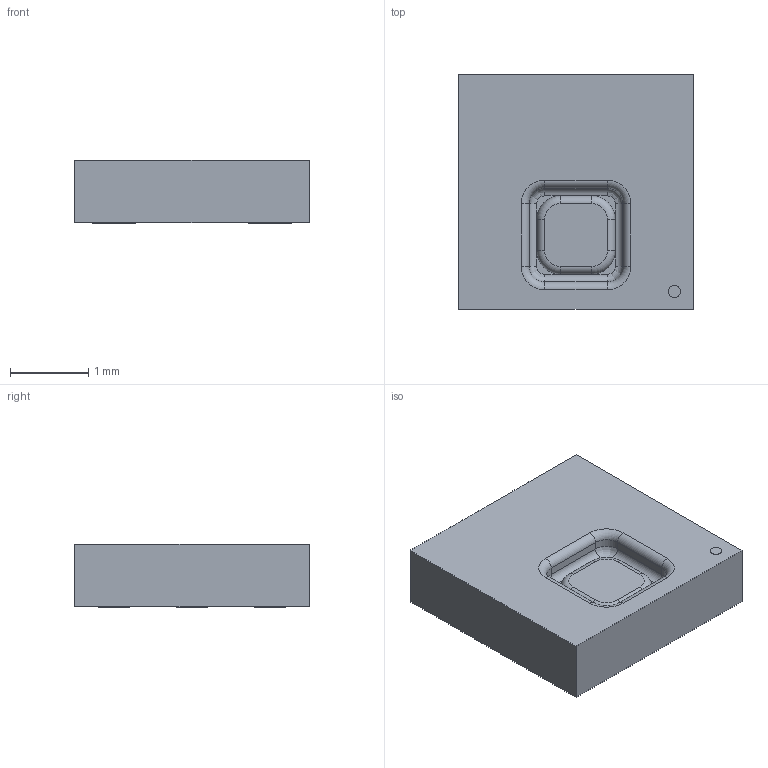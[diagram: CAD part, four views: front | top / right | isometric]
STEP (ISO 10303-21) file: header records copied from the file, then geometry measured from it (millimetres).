
FILE_DESCRIPTION (( 'STEP AP214' ), '1' );
FILE_NAME ('AHT20.STEP', '2023-02-20T16:13:37', ( '' ), ( '' ), 'SwSTEP 2.0', 'SolidWorks 2020', '' );
FILE_SCHEMA (( 'AUTOMOTIVE_DESIGN' ));
Length unit declared in the file: millimetre
Products named in the file (5): U1.step; SOLID.step; 3D_PCB1_2023-02-21.step; SENSOR-SMD_L3.0-W3.0-P1.00-BR.step; AHT20
Assembly tree (4 placements, depth 5):
  AHT20
    3D_PCB1_2023-02-21.step
      U1.step
        SENSOR-SMD_L3.0-W3.0-P1.00-BR.step
          SOLID.step
Bounding box: 3 x 3 x 0.81 mm (x, y, z)
Volume: 6.9 mm3; surface area: 28.9 mm2
Topology: 1 solids, 1 shells, 363 faces, 954 edges, 628 vertices
Faces by surface type: plane 221, bspline 116, cylinder 18, torus 8
Entity records: 14111 total; most frequent: CARTESIAN_POINT 4167, ORIENTED_EDGE 1908, DIRECTION 1292, EDGE_CURVE 954, VECTOR 674, LINE 674, VERTEX_POINT 628, EDGE_LOOP 398
